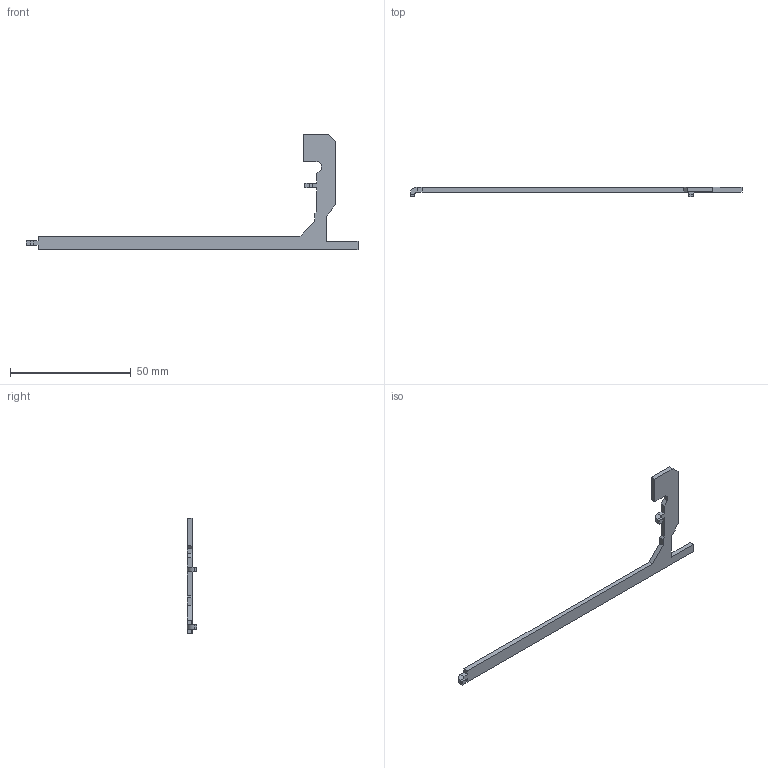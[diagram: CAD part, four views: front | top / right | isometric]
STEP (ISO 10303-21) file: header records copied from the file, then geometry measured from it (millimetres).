
FILE_DESCRIPTION (( 'STEP AP214' ), '1' );
FILE_NAME ('v1.1.STEP', '2024-02-16T09:19:39', ( '' ), ( '' ), 'SwSTEP 2.0', 'SolidWorks 2021', '' );
FILE_SCHEMA (( 'AUTOMOTIVE_DESIGN' ));
Length unit declared in the file: millimetre
Products named in the file (1): v1.1
Bounding box: 137.26 x 4 x 47.9 mm (x, y, z)
Volume: 2249.1 mm3; surface area: 3044.7 mm2
Topology: 1 solids, 1 shells, 47 faces, 119 edges, 74 vertices
Faces by surface type: plane 43, cylinder 4
Entity records: 1407 total; most frequent: CARTESIAN_POINT 241, ORIENTED_EDGE 238, DIRECTION 223, EDGE_CURVE 119, VECTOR 111, LINE 111, VERTEX_POINT 74, AXIS2_PLACEMENT_3D 56
